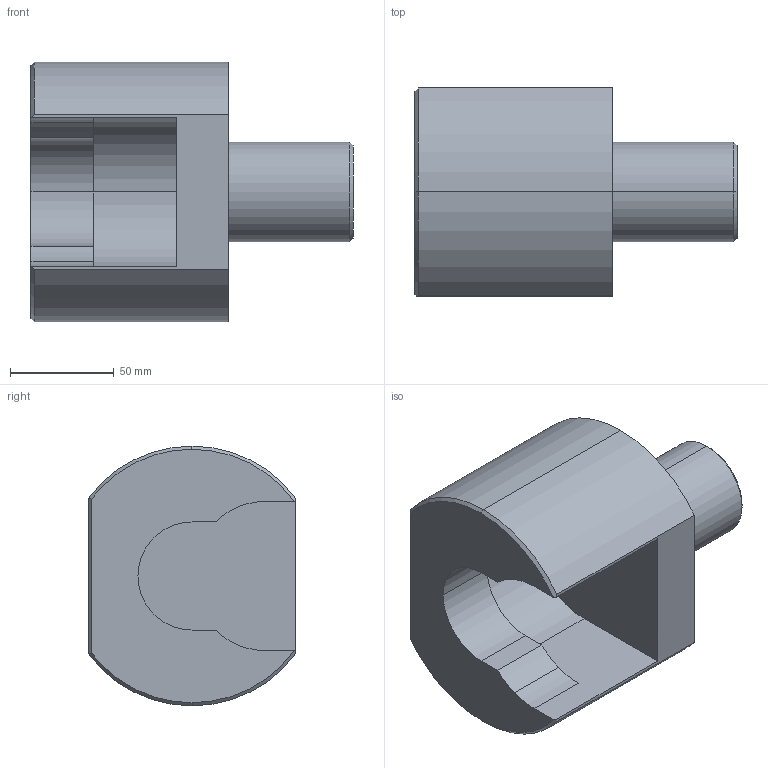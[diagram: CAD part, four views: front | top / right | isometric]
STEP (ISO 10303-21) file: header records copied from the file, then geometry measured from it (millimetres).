
FILE_DESCRIPTION((''),'2;1');
FILE_NAME('EHM178.stp','2000-11-09T08:55:11',(''),(''),'AutoCAD STEP 2000','AutoCAD 2000',', , ');
FILE_SCHEMA(('CONFIG_CONTROL_DESIGN'));
Length unit declared in the file: millimetre
Bounding box: 155 x 100 x 125 mm (x, y, z)
Volume: 798580.5 mm3; surface area: 78692.9 mm2
Topology: 1 solids, 3 shells, 60 faces, 153 edges, 100 vertices
Faces by surface type: plane 40, cylinder 14, cone 6
Entity records: 1892 total; most frequent: CARTESIAN_POINT 326, ORIENTED_EDGE 306, DIRECTION 303, EDGE_CURVE 153, VECTOR 113, LINE 113, VERTEX_POINT 100, AXIS2_PLACEMENT_3D 95
